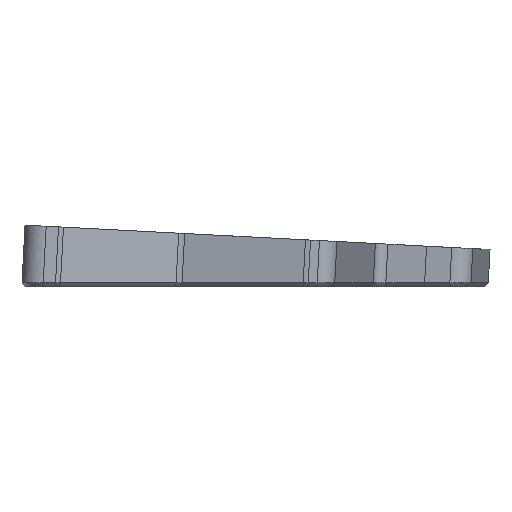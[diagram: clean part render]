
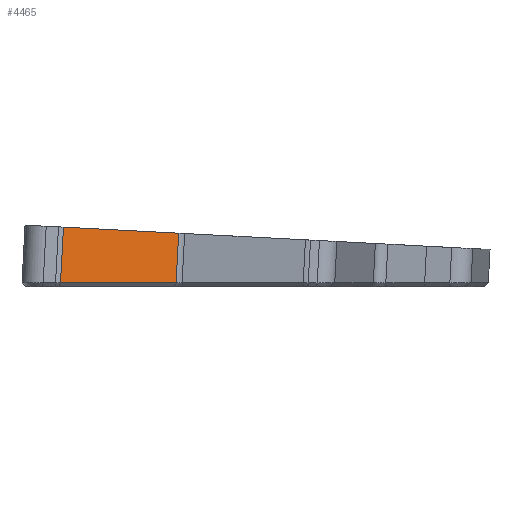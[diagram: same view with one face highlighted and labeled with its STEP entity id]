
A CAD part, left-side view. The second image highlights one B-rep face of the part: STEP entity #4465.
In plain terms, the highlighted planar face has unit normal (-0.94, -0.342, -0.018).
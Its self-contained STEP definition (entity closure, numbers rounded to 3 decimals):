
#102=B_SPLINE_CURVE_WITH_KNOTS('',3,(#7584,#7585,#7586,#7587),
 .UNSPECIFIED.,.F.,.F.,(4,4),(-1.238,-1.222),
 .UNSPECIFIED.);
#313=PLANE('',#4812);
#554=FACE_OUTER_BOUND('',#836,.T.);
#836=EDGE_LOOP('',(#3954,#3955,#3956,#3957,#3958));
#1052=LINE('',#7563,#1454);
#1120=LINE('',#8045,#1522);
#1239=LINE('',#8397,#1641);
#1240=LINE('',#8399,#1642);
#1454=VECTOR('',#5312,10.);
#1522=VECTOR('',#5482,10.);
#1641=VECTOR('',#5813,10.);
#1642=VECTOR('',#5816,10.);
#2022=VERTEX_POINT('',#7517);
#2026=VERTEX_POINT('',#7556);
#2029=VERTEX_POINT('',#7561);
#2090=VERTEX_POINT('',#8041);
#2092=VERTEX_POINT('',#8044);
#2551=EDGE_CURVE('',#2029,#2026,#1052,.T.);
#2553=EDGE_CURVE('',#2022,#2029,#102,.T.);
#2660=EDGE_CURVE('',#2092,#2090,#1120,.T.);
#2839=EDGE_CURVE('',#2092,#2022,#1239,.T.);
#2840=EDGE_CURVE('',#2026,#2090,#1240,.T.);
#3954=ORIENTED_EDGE('',*,*,#2553,.F.);
#3955=ORIENTED_EDGE('',*,*,#2839,.F.);
#3956=ORIENTED_EDGE('',*,*,#2660,.T.);
#3957=ORIENTED_EDGE('',*,*,#2840,.F.);
#3958=ORIENTED_EDGE('',*,*,#2551,.F.);
#4465=ADVANCED_FACE('',(#554),#313,.T.);
#4812=AXIS2_PLACEMENT_3D('',#8398,#5814,#5815);
#5312=DIRECTION('',(-0.342,0.94,0.));
#5482=DIRECTION('',(-0.342,0.938,0.049));
#5813=DIRECTION('',(0.,0.052,-0.999));
#5814=DIRECTION('center_axis',(-0.94,-0.342,-0.018));
#5815=DIRECTION('ref_axis',(-0.342,0.938,0.049));
#5816=DIRECTION('',(0.,-0.052,0.999));
#7517=CARTESIAN_POINT('',(-283.566,41.274,-8.6));
#7556=CARTESIAN_POINT('',(-294.351,70.946,-8.6));
#7561=CARTESIAN_POINT('',(-283.583,41.32,-8.6));
#7563=CARTESIAN_POINT('',(-273.006,12.218,-8.6));
#7584=CARTESIAN_POINT('Ctrl Pts',(-283.566,41.274,-8.6));
#7585=CARTESIAN_POINT('Ctrl Pts',(-283.572,41.29,-8.6));
#7586=CARTESIAN_POINT('Ctrl Pts',(-283.578,41.305,-8.6));
#7587=CARTESIAN_POINT('Ctrl Pts',(-283.583,41.32,-8.6));
#8041=CARTESIAN_POINT('',(-294.351,70.195,5.737));
#8044=CARTESIAN_POINT('',(-283.566,40.604,4.187));
#8045=CARTESIAN_POINT('',(-283.292,39.85,4.147));
#8397=CARTESIAN_POINT('',(-283.566,40.604,4.187));
#8398=CARTESIAN_POINT('Origin',(-283.292,39.85,4.147));
#8399=CARTESIAN_POINT('',(-294.351,70.195,5.737));
